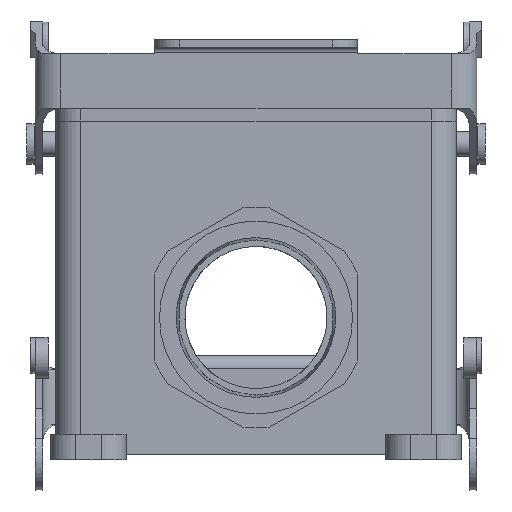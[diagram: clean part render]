
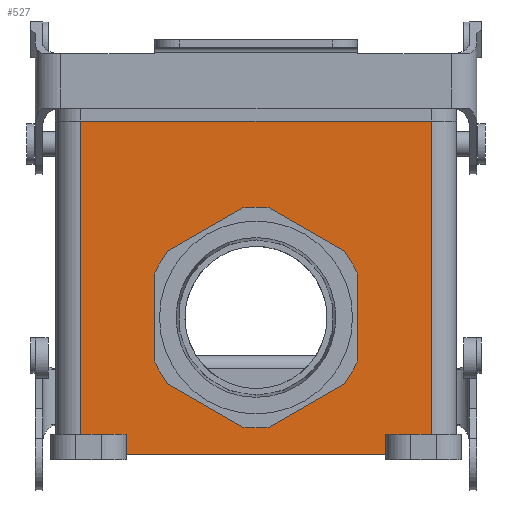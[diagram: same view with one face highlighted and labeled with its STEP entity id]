
A CAD part, left-side view. The second image highlights one B-rep face of the part: STEP entity #527.
In plain terms, the highlighted planar face has unit normal (-1, 0, 0).
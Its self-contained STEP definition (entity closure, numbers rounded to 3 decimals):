
#527 = ADVANCED_FACE( '', ( #1205, #1206 ), #1207, .F. );
#1205 = FACE_BOUND( '', #2063, .T. );
#1206 = FACE_OUTER_BOUND( '', #2064, .T. );
#1207 = PLANE( '', #2065 );
#2063 = EDGE_LOOP( '', ( #3572 ) );
#2064 = EDGE_LOOP( '', ( #3573, #3574, #3575, #3576, #3577, #3578, #3579, #3580 ) );
#2065 = AXIS2_PLACEMENT_3D( '', #3581, #3582, #3583 );
#3572 = ORIENTED_EDGE( '', *, *, #5153, .T. );
#3573 = ORIENTED_EDGE( '', *, *, #5373, .T. );
#3574 = ORIENTED_EDGE( '', *, *, #5061, .F. );
#3575 = ORIENTED_EDGE( '', *, *, #5075, .F. );
#3576 = ORIENTED_EDGE( '', *, *, #5385, .T. );
#3577 = ORIENTED_EDGE( '', *, *, #5386, .F. );
#3578 = ORIENTED_EDGE( '', *, *, #5345, .F. );
#3579 = ORIENTED_EDGE( '', *, *, #5387, .T. );
#3580 = ORIENTED_EDGE( '', *, *, #5007, .T. );
#3581 = CARTESIAN_POINT( '', ( -46.75, 0., 66.7 ) );
#3582 = DIRECTION( '', ( 1., 0., 0. ) );
#3583 = DIRECTION( '', ( 0., 1., 0. ) );
#5007 = EDGE_CURVE( '', #6035, #6033, #6036, .T. );
#5061 = EDGE_CURVE( '', #6119, #6121, #6122, .T. );
#5075 = EDGE_CURVE( '', #6140, #6119, #6142, .T. );
#5153 = EDGE_CURVE( '', #6270, #6270, #6271, .T. );
#5345 = EDGE_CURVE( '', #6576, #6574, #6578, .F. );
#5373 = EDGE_CURVE( '', #6033, #6121, #6621, .T. );
#5385 = EDGE_CURVE( '', #6140, #6637, #6638, .F. );
#5386 = EDGE_CURVE( '', #6574, #6637, #6639, .T. );
#5387 = EDGE_CURVE( '', #6576, #6035, #6640, .T. );
#6033 = VERTEX_POINT( '', #7465 );
#6035 = VERTEX_POINT( '', #7468 );
#6036 = LINE( '', #7469, #7470 );
#6119 = VERTEX_POINT( '', #7586 );
#6121 = VERTEX_POINT( '', #7589 );
#6122 = LINE( '', #7590, #7591 );
#6140 = VERTEX_POINT( '', #7616 );
#6142 = LINE( '', #7618, #7619 );
#6270 = VERTEX_POINT( '', #7791 );
#6271 = CIRCLE( '', #7792, 19.5 );
#6574 = VERTEX_POINT( '', #8196 );
#6576 = VERTEX_POINT( '', #8198 );
#6578 = LINE( '', #8200, #8201 );
#6621 = LINE( '', #8269, #8270 );
#6637 = VERTEX_POINT( '', #8293 );
#6638 = LINE( '', #8294, #8295 );
#6639 = LINE( '', #8296, #8297 );
#6640 = LINE( '', #8298, #8299 );
#7465 = CARTESIAN_POINT( '', ( -46.75, 25.5, 1. ) );
#7468 = CARTESIAN_POINT( '', ( -46.75, 25.5, 5. ) );
#7469 = CARTESIAN_POINT( '', ( -46.75, 25.5, 99.821 ) );
#7470 = VECTOR( '', #9158, 1000. );
#7586 = CARTESIAN_POINT( '', ( -46.75, -25.5, 5. ) );
#7589 = CARTESIAN_POINT( '', ( -46.75, -25.5, 1. ) );
#7590 = CARTESIAN_POINT( '', ( -46.75, -25.5, 99.821 ) );
#7591 = VECTOR( '', #9214, 1000. );
#7616 = CARTESIAN_POINT( '', ( -46.75, -34.5, 5. ) );
#7618 = CARTESIAN_POINT( '', ( -46.75, -99.821, 5. ) );
#7619 = VECTOR( '', #9234, 1000. );
#7791 = CARTESIAN_POINT( '', ( -46.75, 19.5, 28. ) );
#7792 = AXIS2_PLACEMENT_3D( '', #9339, #9340, #9341 );
#8196 = CARTESIAN_POINT( '', ( -46.75, 34.5, 66.7 ) );
#8198 = CARTESIAN_POINT( '', ( -46.75, 34.5, 5. ) );
#8200 = CARTESIAN_POINT( '', ( -46.75, 34.5, 66.7 ) );
#8201 = VECTOR( '', #9587, 1000. );
#8269 = CARTESIAN_POINT( '', ( -46.75, -25.5, 1. ) );
#8270 = VECTOR( '', #9622, 1000. );
#8293 = CARTESIAN_POINT( '', ( -46.75, -34.5, 66.7 ) );
#8294 = CARTESIAN_POINT( '', ( -46.75, -34.5, 66.7 ) );
#8295 = VECTOR( '', #9633, 1000. );
#8296 = CARTESIAN_POINT( '', ( -46.75, 0., 66.7 ) );
#8297 = VECTOR( '', #9634, 1000. );
#8298 = CARTESIAN_POINT( '', ( -46.75, 99.821, 5. ) );
#8299 = VECTOR( '', #9635, 1000. );
#9158 = DIRECTION( '', ( 0., 0., -1. ) );
#9214 = DIRECTION( '', ( 0., 0., -1. ) );
#9234 = DIRECTION( '', ( 0., 1., 0. ) );
#9339 = CARTESIAN_POINT( '', ( -46.75, 0., 28. ) );
#9340 = DIRECTION( '', ( 1., 0., 0. ) );
#9341 = DIRECTION( '', ( 0., 1., 0. ) );
#9587 = DIRECTION( '', ( 0., 0., -1. ) );
#9622 = DIRECTION( '', ( 0., -1., 0. ) );
#9633 = DIRECTION( '', ( 0., 0., -1. ) );
#9634 = DIRECTION( '', ( 0., -1., 0. ) );
#9635 = DIRECTION( '', ( 0., -1., 0. ) );
